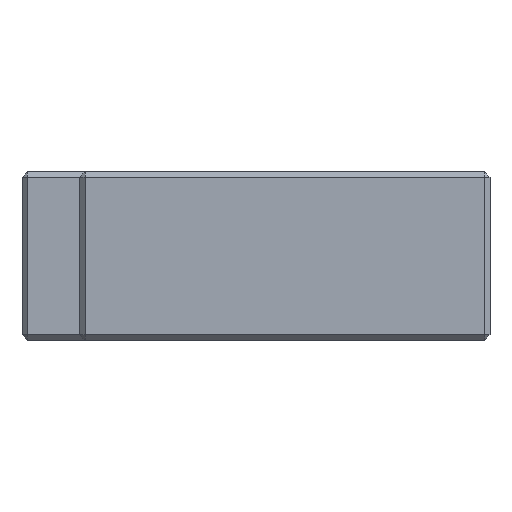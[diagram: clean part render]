
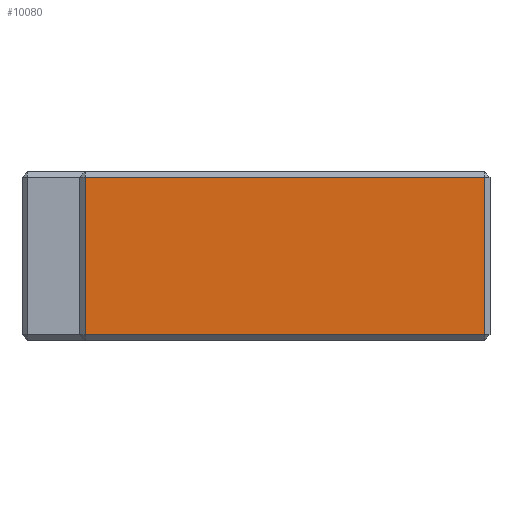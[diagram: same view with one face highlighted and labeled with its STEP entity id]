
A CAD part, left-side view. The second image highlights one B-rep face of the part: STEP entity #10080.
In plain terms, the highlighted planar face has unit normal (-1, 0, 0).
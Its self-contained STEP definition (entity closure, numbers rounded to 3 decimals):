
#109 = VERTEX_POINT ( 'NONE', #13447 ) ;
#1914 = ORIENTED_EDGE ( 'NONE', *, *, #13490, .T. ) ;
#2019 = DIRECTION ( 'NONE',  ( 0., 1., 0. ) ) ;
#2575 = CARTESIAN_POINT ( 'NONE',  ( -64., 78., -15. ) ) ;
#2630 = EDGE_LOOP ( 'NONE', ( #4367, #1914, #17125, #8508 ) ) ;
#2904 = VERTEX_POINT ( 'NONE', #4763 ) ;
#3659 = CARTESIAN_POINT ( 'NONE',  ( -64., 78., 15. ) ) ;
#4367 = ORIENTED_EDGE ( 'NONE', *, *, #19398, .T. ) ;
#4536 = VECTOR ( 'NONE', #2019, 1000. ) ;
#4763 = CARTESIAN_POINT ( 'NONE',  ( -64., 1., 15. ) ) ;
#4825 = EDGE_CURVE ( 'NONE', #2904, #9307, #13787, .T. ) ;
#4952 = DIRECTION ( 'NONE',  ( 0., 0., -1. ) ) ;
#5533 = VECTOR ( 'NONE', #4952, 1000. ) ;
#6008 = CARTESIAN_POINT ( 'NONE',  ( -64., 1., 16. ) ) ;
#6220 = DIRECTION ( 'NONE',  ( 0., 0., 1. ) ) ;
#7056 = VECTOR ( 'NONE', #17650, 1000. ) ;
#7945 = EDGE_CURVE ( 'NONE', #9307, #109, #18770, .T. ) ;
#8453 = DIRECTION ( 'NONE',  ( 1., 0., 0. ) ) ;
#8508 = ORIENTED_EDGE ( 'NONE', *, *, #7945, .T. ) ;
#9307 = VERTEX_POINT ( 'NONE', #20988 ) ;
#9869 = CARTESIAN_POINT ( 'NONE',  ( -64., 1., -15. ) ) ;
#10080 = ADVANCED_FACE ( 'NONE', ( #20424 ), #16906, .F. ) ;
#10486 = VERTEX_POINT ( 'NONE', #9869 ) ;
#10534 = CARTESIAN_POINT ( 'NONE',  ( -64., 77., 16. ) ) ;
#13447 = CARTESIAN_POINT ( 'NONE',  ( -64., 77., -15. ) ) ;
#13490 = EDGE_CURVE ( 'NONE', #10486, #2904, #21279, .T. ) ;
#13787 = LINE ( 'NONE', #3659, #4536 ) ;
#13816 = VECTOR ( 'NONE', #6220, 1000. ) ;
#15157 = DIRECTION ( 'NONE',  ( 0., 1., 0. ) ) ;
#16906 = PLANE ( 'NONE',  #17922 ) ;
#17125 = ORIENTED_EDGE ( 'NONE', *, *, #4825, .T. ) ;
#17650 = DIRECTION ( 'NONE',  ( 0., -1., 0. ) ) ;
#17922 = AXIS2_PLACEMENT_3D ( 'NONE', #18244, #8453, #15157 ) ;
#18244 = CARTESIAN_POINT ( 'NONE',  ( -64., 78., 16. ) ) ;
#18770 = LINE ( 'NONE', #10534, #5533 ) ;
#19290 = LINE ( 'NONE', #2575, #7056 ) ;
#19398 = EDGE_CURVE ( 'NONE', #109, #10486, #19290, .T. ) ;
#20424 = FACE_OUTER_BOUND ( 'NONE', #2630, .T. ) ;
#20988 = CARTESIAN_POINT ( 'NONE',  ( -64., 77., 15. ) ) ;
#21279 = LINE ( 'NONE', #6008, #13816 ) ;
